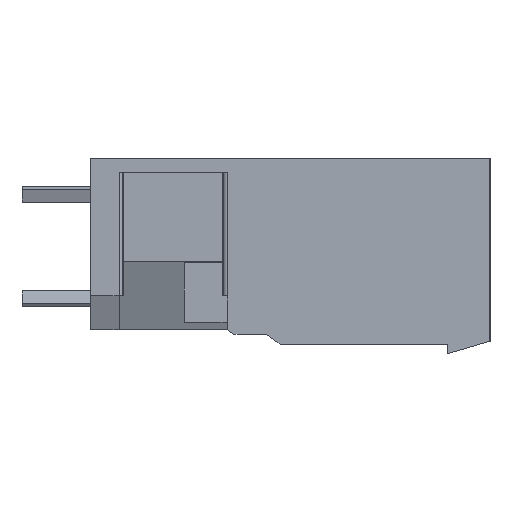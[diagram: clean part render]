
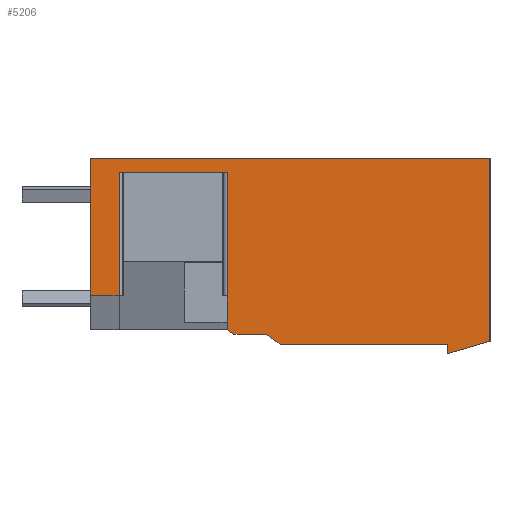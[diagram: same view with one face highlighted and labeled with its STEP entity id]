
A CAD part, left-side view. The second image highlights one B-rep face of the part: STEP entity #5206.
In plain terms, the highlighted planar face has unit normal (-1, 0, 0).
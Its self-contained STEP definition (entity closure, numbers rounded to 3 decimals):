
#4205=DIRECTION('',(0.,0.,1.));
#4206=VECTOR('',#4205,13.3);
#4207=CARTESIAN_POINT('',(-19.05,-14.5,-6.2));
#4208=LINE('3867',#4207,#4206);
#4245=DIRECTION('',(0.,-1.,0.));
#4246=VECTOR('',#4245,29.);
#4247=CARTESIAN_POINT('',(-19.05,14.5,7.1));
#4248=LINE('3865',#4247,#4246);
#4269=DIRECTION('',(0.,0.,-1.));
#4270=VECTOR('',#4269,9.);
#4271=CARTESIAN_POINT('',(-19.05,4.6,6.1));
#4272=LINE('3990',#4271,#4270);
#4273=DIRECTION('',(0.,1.,0.));
#4274=VECTOR('',#4273,7.85);
#4275=CARTESIAN_POINT('',(-19.05,4.6,6.1));
#4276=LINE('4004',#4275,#4274);
#4277=DIRECTION('',(0.,0.,-1.));
#4278=VECTOR('',#4277,9.);
#4279=CARTESIAN_POINT('',(-19.05,12.45,6.1));
#4280=LINE('3991',#4279,#4278);
#4281=DIRECTION('',(0.,-1.,0.));
#4282=VECTOR('',#4281,2.05);
#4283=CARTESIAN_POINT('',(-19.05,14.5,-2.9));
#4284=LINE('4009',#4283,#4282);
#4285=DIRECTION('',(0.,0.,1.));
#4286=VECTOR('',#4285,10.);
#4287=CARTESIAN_POINT('',(-19.05,14.5,-2.9));
#4288=LINE('3904',#4287,#4286);
#4289=DIRECTION('',(0.,-0.96,0.279));
#4290=VECTOR('',#4289,3.228);
#4291=CARTESIAN_POINT('',(-19.05,-11.4,-7.1));
#4292=LINE('3877',#4291,#4290);
#4293=DIRECTION('',(0.,0.,1.));
#4294=VECTOR('',#4293,0.7);
#4295=CARTESIAN_POINT('',(-19.05,-11.4,-7.1));
#4296=LINE('3876',#4295,#4294);
#4297=DIRECTION('',(0.,-1.,0.));
#4298=VECTOR('',#4297,12.15);
#4299=CARTESIAN_POINT('',(-19.05,0.75,-6.4));
#4300=LINE('3875',#4299,#4298);
#4301=DIRECTION('',(0.,-0.819,-0.574));
#4302=VECTOR('',#4301,1.22);
#4303=CARTESIAN_POINT('',(-19.05,1.75,-5.7));
#4304=LINE('3874',#4303,#4302);
#4305=DIRECTION('',(0.,-1.,0.));
#4306=VECTOR('',#4305,2.35);
#4307=CARTESIAN_POINT('',(-19.05,4.1,-5.7));
#4308=LINE('3873',#4307,#4306);
#4309=DIRECTION('',(0.,-0.819,-0.574));
#4310=VECTOR('',#4309,0.61);
#4311=CARTESIAN_POINT('',(-19.05,4.6,-5.35));
#4312=LINE('3897',#4311,#4310);
#4313=DIRECTION('',(0.,0.,-1.));
#4314=VECTOR('',#4313,2.45);
#4315=CARTESIAN_POINT('',(-19.05,4.6,-2.9));
#4316=LINE('4003',#4315,#4314);
#4693=CARTESIAN_POINT('',(-19.05,14.5,7.1));
#4694=CARTESIAN_POINT('',(-19.05,-14.5,7.1));
#4695=VERTEX_POINT('',#4693);
#4696=VERTEX_POINT('',#4694);
#4697=CARTESIAN_POINT('',(-19.05,-14.5,-6.2));
#4698=VERTEX_POINT('',#4697);
#4707=CARTESIAN_POINT('',(-19.05,4.1,-5.7));
#4708=CARTESIAN_POINT('',(-19.05,1.75,-5.7));
#4709=VERTEX_POINT('',#4707);
#4710=VERTEX_POINT('',#4708);
#4711=CARTESIAN_POINT('',(-19.05,0.75,-6.4));
#4712=VERTEX_POINT('',#4711);
#4713=CARTESIAN_POINT('',(-19.05,-11.4,-6.4));
#4714=VERTEX_POINT('',#4713);
#4715=CARTESIAN_POINT('',(-19.05,-11.4,-7.1));
#4716=VERTEX_POINT('',#4715);
#4717=CARTESIAN_POINT('',(-19.05,4.6,-5.35));
#4719=VERTEX_POINT('',#4717);
#4723=CARTESIAN_POINT('',(-19.05,14.5,-2.9));
#4725=VERTEX_POINT('',#4723);
#4761=CARTESIAN_POINT('',(-19.05,4.6,6.1));
#4762=CARTESIAN_POINT('',(-19.05,4.6,-2.9));
#4763=VERTEX_POINT('',#4761);
#4764=VERTEX_POINT('',#4762);
#4765=CARTESIAN_POINT('',(-19.05,12.45,6.1));
#4766=CARTESIAN_POINT('',(-19.05,12.45,-2.9));
#4767=VERTEX_POINT('',#4765);
#4768=VERTEX_POINT('',#4766);
#5173=CARTESIAN_POINT('',(-19.05,14.5,-7.1));
#5174=DIRECTION('',(-1.,0.,0.));
#5175=DIRECTION('',(0.,-1.,0.));
#5176=AXIS2_PLACEMENT_3D('',#5173,#5174,#5175);
#5177=PLANE('3576',#5176);
#5179=ORIENTED_EDGE('3990',*,*,#5178,.F.);
#5181=ORIENTED_EDGE('4004',*,*,#5180,.T.);
#5183=ORIENTED_EDGE('3991',*,*,#5182,.T.);
#5185=ORIENTED_EDGE('4009',*,*,#5184,.F.);
#5187=ORIENTED_EDGE('3904',*,*,#5186,.T.);
#5188=ORIENTED_EDGE('3865',*,*,#5113,.T.);
#5189=ORIENTED_EDGE('3867',*,*,#5051,.F.);
#5191=ORIENTED_EDGE('3877',*,*,#5190,.F.);
#5193=ORIENTED_EDGE('3876',*,*,#5192,.T.);
#5195=ORIENTED_EDGE('3875',*,*,#5194,.F.);
#5197=ORIENTED_EDGE('3874',*,*,#5196,.F.);
#5199=ORIENTED_EDGE('3873',*,*,#5198,.F.);
#5201=ORIENTED_EDGE('3897',*,*,#5200,.F.);
#5203=ORIENTED_EDGE('4003',*,*,#5202,.F.);
#5204=EDGE_LOOP('3576',(#5179,#5181,#5183,#5185,#5187,#5188,#5189,#5191,#5193,
#5195,#5197,#5199,#5201,#5203));
#5205=FACE_OUTER_BOUND('3576',#5204,.F.);
#5206=ADVANCED_FACE('3576',(#5205),#5177,.T.);
#5051=EDGE_CURVE('3867',#4698,#4696,#4208,.T.);
#5113=EDGE_CURVE('3865',#4695,#4696,#4248,.T.);
#5178=EDGE_CURVE('3990',#4763,#4764,#4272,.T.);
#5180=EDGE_CURVE('4004',#4763,#4767,#4276,.T.);
#5182=EDGE_CURVE('3991',#4767,#4768,#4280,.T.);
#5184=EDGE_CURVE('4009',#4725,#4768,#4284,.T.);
#5186=EDGE_CURVE('3904',#4725,#4695,#4288,.T.);
#5190=EDGE_CURVE('3877',#4716,#4698,#4292,.T.);
#5192=EDGE_CURVE('3876',#4716,#4714,#4296,.T.);
#5194=EDGE_CURVE('3875',#4712,#4714,#4300,.T.);
#5196=EDGE_CURVE('3874',#4710,#4712,#4304,.T.);
#5198=EDGE_CURVE('3873',#4709,#4710,#4308,.T.);
#5200=EDGE_CURVE('3897',#4719,#4709,#4312,.T.);
#5202=EDGE_CURVE('4003',#4764,#4719,#4316,.T.);
